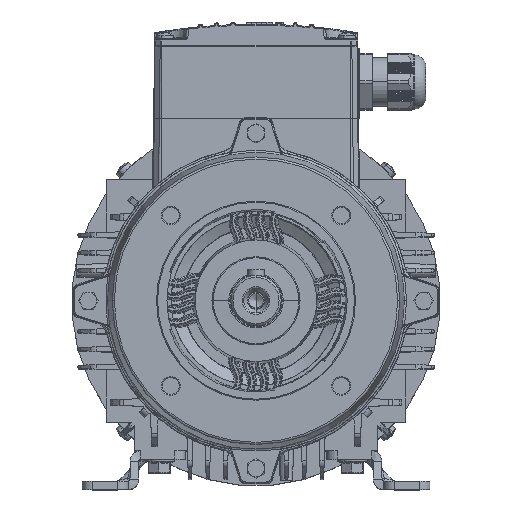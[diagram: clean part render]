
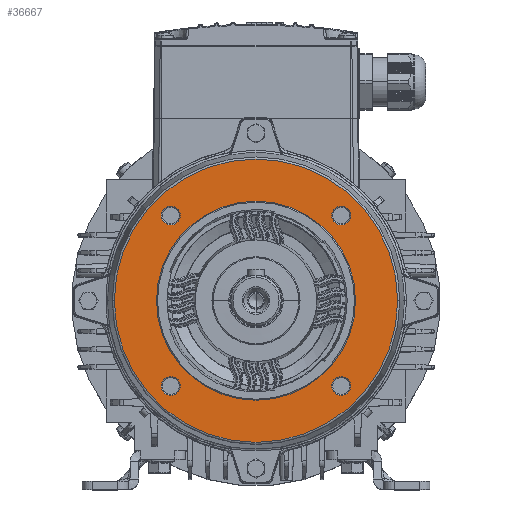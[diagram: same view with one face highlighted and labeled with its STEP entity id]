
A CAD part, top view. The second image highlights one B-rep face of the part: STEP entity #36667.
In plain terms, the highlighted planar face has unit normal (0, 0, 1).
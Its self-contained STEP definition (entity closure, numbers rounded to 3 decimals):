
#5024 = AXIS2_PLACEMENT_3D ( 'NONE', #6719, #64085, #128946 ) ;
#6117 = DIRECTION ( 'NONE',  ( -1., 0., 0. ) ) ;
#6719 = CARTESIAN_POINT ( 'NONE',  ( -40.659, 40.659, 207. ) ) ;
#9060 = EDGE_LOOP ( 'NONE', ( #94420, #133883 ) ) ;
#10216 = CARTESIAN_POINT ( 'NONE',  ( 45.159, 40.659, 207. ) ) ;
#11261 = EDGE_CURVE ( 'NONE', #124998, #65006, #121964, .T. ) ;
#12268 = DIRECTION ( 'NONE',  ( -1., 0., 0. ) ) ;
#13494 = AXIS2_PLACEMENT_3D ( 'NONE', #64943, #64226, #107741 ) ;
#13586 = DIRECTION ( 'NONE',  ( 0., 0., -1. ) ) ;
#13897 = DIRECTION ( 'NONE',  ( 0., 0., -1. ) ) ;
#16462 = CARTESIAN_POINT ( 'NONE',  ( 0., 0., 207. ) ) ;
#16480 = DIRECTION ( 'NONE',  ( -1., 0., 0. ) ) ;
#16524 = DIRECTION ( 'NONE',  ( -1., 0., 0. ) ) ;
#16647 = ORIENTED_EDGE ( 'NONE', *, *, #106031, .T. ) ;
#16733 = ORIENTED_EDGE ( 'NONE', *, *, #121660, .T. ) ;
#17902 = FACE_OUTER_BOUND ( 'NONE', #65996, .T. ) ;
#20318 = VERTEX_POINT ( 'NONE', #80734 ) ;
#21172 = DIRECTION ( 'NONE',  ( -1., 0., 0. ) ) ;
#21569 = DIRECTION ( 'NONE',  ( -1., 0., 0. ) ) ;
#26875 = CARTESIAN_POINT ( 'NONE',  ( -45.159, 40.659, 207. ) ) ;
#27229 = VERTEX_POINT ( 'NONE', #26875 ) ;
#28246 = FACE_BOUND ( 'NONE', #39161, .T. ) ;
#31896 = AXIS2_PLACEMENT_3D ( 'NONE', #37456, #92673, #128005 ) ;
#32037 = EDGE_CURVE ( 'NONE', #27229, #81135, #128354, .T. ) ;
#35220 = VERTEX_POINT ( 'NONE', #65832 ) ;
#36667 = ADVANCED_FACE ( 'NONE', ( #17902, #73130, #63519, #142333, #28246, #98107 ), #73852, .F. ) ;
#37091 = DIRECTION ( 'NONE',  ( 0., 0., 1. ) ) ;
#37456 = CARTESIAN_POINT ( 'NONE',  ( 40.659, -40.659, 207. ) ) ;
#39161 = EDGE_LOOP ( 'NONE', ( #52810, #115774 ) ) ;
#39667 = AXIS2_PLACEMENT_3D ( 'NONE', #111723, #110999, #21172 ) ;
#41950 = CARTESIAN_POINT ( 'NONE',  ( -36.159, 40.659, 207. ) ) ;
#43630 = DIRECTION ( 'NONE',  ( 0., 0., 1. ) ) ;
#43659 = CIRCLE ( 'NONE', #31896, 4.5 ) ;
#43698 = AXIS2_PLACEMENT_3D ( 'NONE', #69811, #13897, #92630 ) ;
#45366 = DIRECTION ( 'NONE',  ( 0., 0., -1. ) ) ;
#48942 = AXIS2_PLACEMENT_3D ( 'NONE', #77091, #45366, #12268 ) ;
#49096 = EDGE_CURVE ( 'NONE', #81135, #27229, #131991, .T. ) ;
#49501 = AXIS2_PLACEMENT_3D ( 'NONE', #137259, #13586, #16480 ) ;
#49558 = DIRECTION ( 'NONE',  ( 0., 0., -1. ) ) ;
#50767 = AXIS2_PLACEMENT_3D ( 'NONE', #95654, #140616, #139880 ) ;
#52810 = ORIENTED_EDGE ( 'NONE', *, *, #49096, .T. ) ;
#53419 = ORIENTED_EDGE ( 'NONE', *, *, #121873, .T. ) ;
#53841 = AXIS2_PLACEMENT_3D ( 'NONE', #144054, #88803, #87337 ) ;
#57041 = EDGE_LOOP ( 'NONE', ( #16733, #119732 ) ) ;
#60354 = VERTEX_POINT ( 'NONE', #121669 ) ;
#61416 = CARTESIAN_POINT ( 'NONE',  ( 36.159, 40.659, 207. ) ) ;
#62486 = CIRCLE ( 'NONE', #142512, 67.613 ) ;
#63519 = FACE_BOUND ( 'NONE', #57041, .T. ) ;
#64085 = DIRECTION ( 'NONE',  ( 0., 0., -1. ) ) ;
#64226 = DIRECTION ( 'NONE',  ( 0., 0., -1. ) ) ;
#64943 = CARTESIAN_POINT ( 'NONE',  ( 0., 47.5, 207. ) ) ;
#65006 = VERTEX_POINT ( 'NONE', #61416 ) ;
#65832 = CARTESIAN_POINT ( 'NONE',  ( -67.613, 0., 207. ) ) ;
#65996 = EDGE_LOOP ( 'NONE', ( #16647, #53419 ) ) ;
#66368 = EDGE_CURVE ( 'NONE', #65006, #124998, #126810, .T. ) ;
#67427 = EDGE_LOOP ( 'NONE', ( #133636, #70627 ) ) ;
#69811 = CARTESIAN_POINT ( 'NONE',  ( -40.659, 40.659, 207. ) ) ;
#70627 = ORIENTED_EDGE ( 'NONE', *, *, #66368, .T. ) ;
#70636 = CIRCLE ( 'NONE', #49501, 47.5 ) ;
#71145 = EDGE_CURVE ( 'NONE', #94901, #126634, #113354, .T. ) ;
#73130 = FACE_BOUND ( 'NONE', #67427, .T. ) ;
#73852 = PLANE ( 'NONE',  #13494 ) ;
#73903 = CARTESIAN_POINT ( 'NONE',  ( -40.659, -40.659, 207. ) ) ;
#75915 = VERTEX_POINT ( 'NONE', #87730 ) ;
#77091 = CARTESIAN_POINT ( 'NONE',  ( 40.659, -40.659, 207. ) ) ;
#80236 = AXIS2_PLACEMENT_3D ( 'NONE', #144530, #43630, #21569 ) ;
#80423 = AXIS2_PLACEMENT_3D ( 'NONE', #73903, #128420, #16524 ) ;
#80734 = CARTESIAN_POINT ( 'NONE',  ( 45.159, -40.659, 207. ) ) ;
#81135 = VERTEX_POINT ( 'NONE', #41950 ) ;
#81877 = CIRCLE ( 'NONE', #48942, 4.5 ) ;
#84751 = CARTESIAN_POINT ( 'NONE',  ( -36.159, -40.659, 207. ) ) ;
#87337 = DIRECTION ( 'NONE',  ( -1., 0., 0. ) ) ;
#87730 = CARTESIAN_POINT ( 'NONE',  ( 47.5, 0., 207. ) ) ;
#88803 = DIRECTION ( 'NONE',  ( 0., 0., -1. ) ) ;
#90318 = CARTESIAN_POINT ( 'NONE',  ( 36.159, -40.659, 207. ) ) ;
#92630 = DIRECTION ( 'NONE',  ( -1., 0., 0. ) ) ;
#92673 = DIRECTION ( 'NONE',  ( 0., 0., -1. ) ) ;
#92741 = ORIENTED_EDGE ( 'NONE', *, *, #144434, .T. ) ;
#94420 = ORIENTED_EDGE ( 'NONE', *, *, #71145, .T. ) ;
#94901 = VERTEX_POINT ( 'NONE', #84751 ) ;
#95654 = CARTESIAN_POINT ( 'NONE',  ( -40.659, -40.659, 207. ) ) ;
#97104 = CARTESIAN_POINT ( 'NONE',  ( -45.159, -40.659, 207. ) ) ;
#98107 = FACE_BOUND ( 'NONE', #120296, .T. ) ;
#99559 = ORIENTED_EDGE ( 'NONE', *, *, #116663, .T. ) ;
#103947 = EDGE_CURVE ( 'NONE', #141697, #20318, #81877, .T. ) ;
#104846 = VERTEX_POINT ( 'NONE', #127279 ) ;
#106031 = EDGE_CURVE ( 'NONE', #35220, #104846, #122483, .T. ) ;
#107741 = DIRECTION ( 'NONE',  ( -1., 0., 0. ) ) ;
#109894 = EDGE_CURVE ( 'NONE', #126634, #94901, #114291, .T. ) ;
#110999 = DIRECTION ( 'NONE',  ( 0., 0., -1. ) ) ;
#111723 = CARTESIAN_POINT ( 'NONE',  ( 40.659, 40.659, 207. ) ) ;
#113354 = CIRCLE ( 'NONE', #80423, 4.5 ) ;
#114291 = CIRCLE ( 'NONE', #50767, 4.5 ) ;
#115774 = ORIENTED_EDGE ( 'NONE', *, *, #32037, .T. ) ;
#116663 = EDGE_CURVE ( 'NONE', #60354, #75915, #70636, .T. ) ;
#119732 = ORIENTED_EDGE ( 'NONE', *, *, #103947, .T. ) ;
#120296 = EDGE_LOOP ( 'NONE', ( #99559, #92741 ) ) ;
#121660 = EDGE_CURVE ( 'NONE', #20318, #141697, #43659, .T. ) ;
#121669 = CARTESIAN_POINT ( 'NONE',  ( -47.5, 0., 207. ) ) ;
#121873 = EDGE_CURVE ( 'NONE', #104846, #35220, #62486, .T. ) ;
#121964 = CIRCLE ( 'NONE', #39667, 4.5 ) ;
#122151 = CIRCLE ( 'NONE', #133922, 47.5 ) ;
#122483 = CIRCLE ( 'NONE', #80236, 67.613 ) ;
#124998 = VERTEX_POINT ( 'NONE', #10216 ) ;
#126634 = VERTEX_POINT ( 'NONE', #97104 ) ;
#126810 = CIRCLE ( 'NONE', #53841, 4.5 ) ;
#126932 = DIRECTION ( 'NONE',  ( -1., 0., 0. ) ) ;
#127279 = CARTESIAN_POINT ( 'NONE',  ( 67.613, 0., 207. ) ) ;
#128005 = DIRECTION ( 'NONE',  ( -1., 0., 0. ) ) ;
#128354 = CIRCLE ( 'NONE', #43698, 4.5 ) ;
#128420 = DIRECTION ( 'NONE',  ( 0., 0., -1. ) ) ;
#128946 = DIRECTION ( 'NONE',  ( -1., 0., 0. ) ) ;
#129101 = CARTESIAN_POINT ( 'NONE',  ( 0., 0., 207. ) ) ;
#131991 = CIRCLE ( 'NONE', #5024, 4.5 ) ;
#133636 = ORIENTED_EDGE ( 'NONE', *, *, #11261, .T. ) ;
#133883 = ORIENTED_EDGE ( 'NONE', *, *, #109894, .T. ) ;
#133922 = AXIS2_PLACEMENT_3D ( 'NONE', #16462, #49558, #6117 ) ;
#137259 = CARTESIAN_POINT ( 'NONE',  ( 0., 0., 207. ) ) ;
#139880 = DIRECTION ( 'NONE',  ( -1., 0., 0. ) ) ;
#140616 = DIRECTION ( 'NONE',  ( 0., 0., -1. ) ) ;
#141697 = VERTEX_POINT ( 'NONE', #90318 ) ;
#142333 = FACE_BOUND ( 'NONE', #9060, .T. ) ;
#142512 = AXIS2_PLACEMENT_3D ( 'NONE', #129101, #37091, #126932 ) ;
#144054 = CARTESIAN_POINT ( 'NONE',  ( 40.659, 40.659, 207. ) ) ;
#144434 = EDGE_CURVE ( 'NONE', #75915, #60354, #122151, .T. ) ;
#144530 = CARTESIAN_POINT ( 'NONE',  ( 0., 0., 207. ) ) ;
